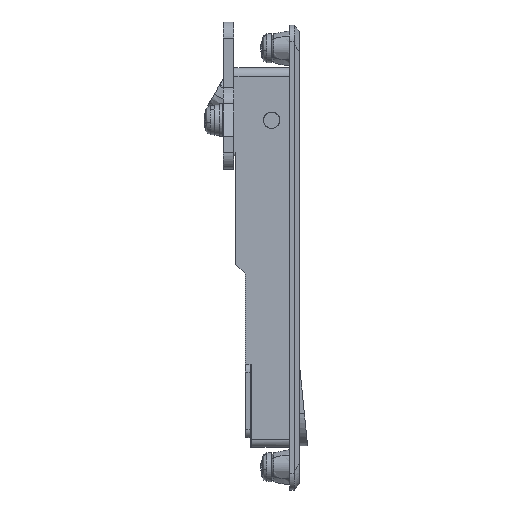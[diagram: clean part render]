
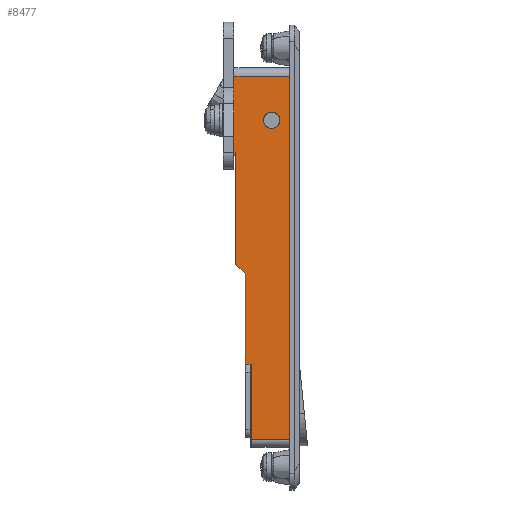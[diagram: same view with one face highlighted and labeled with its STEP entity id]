
A CAD part, left-side view. The second image highlights one B-rep face of the part: STEP entity #8477.
In plain terms, the highlighted free-form (B-spline) face has degree [1, 1] with [2, 2] control points.
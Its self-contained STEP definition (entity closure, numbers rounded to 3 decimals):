
#4624=CARTESIAN_POINT('',(7.252,13.0,-20.217));
#4625=VERTEX_POINT('',#4624);
#4631=CARTESIAN_POINT('',(8.,13.0,-22.));
#4632=VERTEX_POINT('',#4631);
#4633=CARTESIAN_POINT('',(8.,13.0,-22.));
#4634=CARTESIAN_POINT('',(8.,13.,-21.648));
#4635=CARTESIAN_POINT('',(7.858,13.,-20.987));
#4636=CARTESIAN_POINT('',(7.474,13.,-20.434));
#4637=CARTESIAN_POINT('',(7.252,13.0,-20.217));
#4638=B_SPLINE_CURVE_WITH_KNOTS('',3,(#4633,#4634,#4635,#4636,#4637),.UNSPECIFIED.,.F.,.U.,(4,1,4),(0.,1.055,1.985),.UNSPECIFIED.);
#4639=EDGE_CURVE('',#4632,#4625,#4638,.T.);
#4641=CARTESIAN_POINT('',(5.5,13.0,-24.5));
#4642=VERTEX_POINT('',#4641);
#4643=CARTESIAN_POINT('',(5.5,13.0,-24.5));
#4644=CARTESIAN_POINT('',(5.807,13.,-24.5));
#4645=CARTESIAN_POINT('',(6.297,13.0,-24.408));
#4646=CARTESIAN_POINT('',(6.992,13.0,-24.048));
#4647=CARTESIAN_POINT('',(7.548,13.,-23.519));
#4648=CARTESIAN_POINT('',(7.921,13.,-22.777));
#4649=CARTESIAN_POINT('',(8.,13.,-22.245));
#4650=CARTESIAN_POINT('',(8.,13.0,-22.));
#4651=B_SPLINE_CURVE_WITH_KNOTS('',3,(#4643,#4644,#4645,#4646,#4647,#4648,#4649,#4650),.UNSPECIFIED.,.F.,.U.,(4,1,1,1,1,4),(0.,0.92,1.473,2.332,3.191,3.927),.UNSPECIFIED.);
#4652=EDGE_CURVE('',#4642,#4632,#4651,.T.);
#4654=CARTESIAN_POINT('',(3.,13.0,-22.));
#4655=VERTEX_POINT('',#4654);
#4656=CARTESIAN_POINT('',(3.,13.0,-22.));
#4657=CARTESIAN_POINT('',(3.,13.,-22.245));
#4658=CARTESIAN_POINT('',(3.061,13.0,-22.654));
#4659=CARTESIAN_POINT('',(3.289,13.0,-23.205));
#4660=CARTESIAN_POINT('',(3.615,13.0,-23.68));
#4661=CARTESIAN_POINT('',(4.032,13.,-24.049));
#4662=CARTESIAN_POINT('',(4.662,13.,-24.396));
#4663=CARTESIAN_POINT('',(5.152,13.,-24.5));
#4664=CARTESIAN_POINT('',(5.5,13.0,-24.5));
#4665=B_SPLINE_CURVE_WITH_KNOTS('',3,(#4656,#4657,#4658,#4659,#4660,#4661,#4662,#4663,#4664),.UNSPECIFIED.,.F.,.U.,(4,1,1,1,1,1,4),(0.,0.736,1.227,1.78,2.454,2.884,3.927),.UNSPECIFIED.);
#4666=EDGE_CURVE('',#4655,#4642,#4665,.T.);
#4668=CARTESIAN_POINT('',(3.717,13.0,-20.248));
#4669=VERTEX_POINT('',#4668);
#4670=CARTESIAN_POINT('',(3.717,13.0,-20.248));
#4671=CARTESIAN_POINT('',(3.504,13.,-20.464));
#4672=CARTESIAN_POINT('',(3.136,13.,-21.009));
#4673=CARTESIAN_POINT('',(3.,13.,-21.656));
#4674=CARTESIAN_POINT('',(3.,13.0,-22.));
#4675=B_SPLINE_CURVE_WITH_KNOTS('',3,(#4670,#4671,#4672,#4673,#4674),.UNSPECIFIED.,.F.,.U.,(4,1,4),(0.,0.91,1.942),.UNSPECIFIED.);
#4676=EDGE_CURVE('',#4669,#4655,#4675,.T.);
#4711=CARTESIAN_POINT('',(5.5,13.0,-19.5));
#4712=VERTEX_POINT('',#4711);
#4713=CARTESIAN_POINT('',(5.5,13.0,-19.5));
#4714=CARTESIAN_POINT('',(5.19,13.,-19.5));
#4715=CARTESIAN_POINT('',(4.528,13.,-19.625));
#4716=CARTESIAN_POINT('',(3.963,13.,-19.997));
#4717=CARTESIAN_POINT('',(3.717,13.0,-20.248));
#4718=B_SPLINE_CURVE_WITH_KNOTS('',3,(#4713,#4714,#4715,#4716,#4717),.UNSPECIFIED.,.F.,.U.,(4,1,4),(0.,0.931,1.985),.UNSPECIFIED.);
#4719=EDGE_CURVE('',#4712,#4669,#4718,.T.);
#4721=CARTESIAN_POINT('',(7.252,13.0,-20.217));
#4722=CARTESIAN_POINT('',(7.079,13.,-20.047));
#4723=CARTESIAN_POINT('',(6.716,13.,-19.781));
#4724=CARTESIAN_POINT('',(6.107,13.,-19.549));
#4725=CARTESIAN_POINT('',(5.702,13.,-19.5));
#4726=CARTESIAN_POINT('',(5.5,13.0,-19.5));
#4727=B_SPLINE_CURVE_WITH_KNOTS('',3,(#4721,#4722,#4723,#4724,#4725,#4726),.UNSPECIFIED.,.F.,.U.,(4,1,1,4),(0.,0.728,1.335,1.942),.UNSPECIFIED.);
#4728=EDGE_CURVE('',#4625,#4712,#4727,.T.);
#7055=CARTESIAN_POINT('',(11.7,13.0,-96.5));
#7056=VERTEX_POINT('',#7055);
#7062=CARTESIAN_POINT('',(13.5,13.0,-96.5));
#7063=VERTEX_POINT('',#7062);
#7064=CARTESIAN_POINT('',(11.7,13.0,-96.5));
#7065=CARTESIAN_POINT('',(13.5,13.0,-96.5));
#7066=QUASI_UNIFORM_CURVE('',1,(#7064,#7065),.UNSPECIFIED.,.F.,.U.);
#7067=EDGE_CURVE('',#7056,#7063,#7066,.T.);
#7161=CARTESIAN_POINT('',(11.7,13.0,-119.5));
#7162=VERTEX_POINT('',#7161);
#7174=CARTESIAN_POINT('',(11.7,13.0,-96.5));
#7175=CARTESIAN_POINT('',(11.7,13.0,-119.5));
#7176=QUASI_UNIFORM_CURVE('',1,(#7174,#7175),.UNSPECIFIED.,.F.,.U.);
#7177=EDGE_CURVE('',#7056,#7162,#7176,.T.);
#7812=CARTESIAN_POINT('',(17.,13.0,-32.0));
#7813=VERTEX_POINT('',#7812);
#7832=CARTESIAN_POINT('',(16.5,13.0,-32.0));
#7833=VERTEX_POINT('',#7832);
#7845=CARTESIAN_POINT('',(16.5,13.0,-32.0));
#7846=CARTESIAN_POINT('',(17.,13.0,-32.0));
#7847=QUASI_UNIFORM_CURVE('',1,(#7845,#7846),.UNSPECIFIED.,.F.,.U.);
#7848=EDGE_CURVE('',#7833,#7813,#7847,.T.);
#8243=CARTESIAN_POINT('',(0.0,13.0,-119.5));
#8244=VERTEX_POINT('',#8243);
#8257=CARTESIAN_POINT('',(11.7,13.0,-119.5));
#8258=CARTESIAN_POINT('',(0.0,13.0,-119.5));
#8259=QUASI_UNIFORM_CURVE('',1,(#8257,#8258),.UNSPECIFIED.,.F.,.U.);
#8260=EDGE_CURVE('',#7162,#8244,#8259,.T.);
#8328=CARTESIAN_POINT('',(0.0,13.0,-8.5));
#8329=VERTEX_POINT('',#8328);
#8348=CARTESIAN_POINT('',(17.,13.0,-8.5));
#8349=VERTEX_POINT('',#8348);
#8361=CARTESIAN_POINT('',(0.0,13.0,-8.5));
#8362=CARTESIAN_POINT('',(17.,13.0,-8.5));
#8363=QUASI_UNIFORM_CURVE('',1,(#8361,#8362),.UNSPECIFIED.,.F.,.U.);
#8364=EDGE_CURVE('',#8329,#8349,#8363,.T.);
#8428=CARTESIAN_POINT('',(-0.849,13.0,-125.044));
#8429=CARTESIAN_POINT('',(17.849,13.0,-125.044));
#8430=CARTESIAN_POINT('',(-0.849,13.0,-2.956));
#8431=CARTESIAN_POINT('',(17.849,13.0,-2.956));
#8432=B_SPLINE_SURFACE_WITH_KNOTS('',1,1,((#8428,#8430),(#8429,#8431)),.UNSPECIFIED.,.F.,.F.,.U.,(2,2),(2,2),(0.0,18.698),(0.0,122.089),.UNSPECIFIED.);
#8433=ORIENTED_EDGE('',*,*,#7177,.T.);
#8434=ORIENTED_EDGE('',*,*,#8260,.T.);
#8435=CARTESIAN_POINT('',(0.0,13.0,-119.5));
#8436=CARTESIAN_POINT('',(0.0,13.0,-8.5));
#8437=QUASI_UNIFORM_CURVE('',1,(#8435,#8436),.UNSPECIFIED.,.F.,.U.);
#8438=EDGE_CURVE('',#8244,#8329,#8437,.T.);
#8439=ORIENTED_EDGE('',*,*,#8438,.T.);
#8440=ORIENTED_EDGE('',*,*,#8364,.T.);
#8441=CARTESIAN_POINT('',(17.,13.0,-32.0));
#8442=CARTESIAN_POINT('',(17.,13.0,-8.5));
#8443=QUASI_UNIFORM_CURVE('',1,(#8441,#8442),.UNSPECIFIED.,.F.,.U.);
#8444=EDGE_CURVE('',#7813,#8349,#8443,.T.);
#8445=ORIENTED_EDGE('',*,*,#8444,.F.);
#8446=ORIENTED_EDGE('',*,*,#7848,.F.);
#8447=CARTESIAN_POINT('',(16.5,13.0,-66.0));
#8448=VERTEX_POINT('',#8447);
#8449=CARTESIAN_POINT('',(16.5,13.0,-32.0));
#8450=CARTESIAN_POINT('',(16.5,13.0,-66.0));
#8451=QUASI_UNIFORM_CURVE('',1,(#8449,#8450),.UNSPECIFIED.,.F.,.U.);
#8452=EDGE_CURVE('',#7833,#8448,#8451,.T.);
#8453=ORIENTED_EDGE('',*,*,#8452,.T.);
#8454=CARTESIAN_POINT('',(13.5,13.0,-69.0));
#8455=VERTEX_POINT('',#8454);
#8456=CARTESIAN_POINT('',(16.5,13.0,-66.0));
#8457=CARTESIAN_POINT('',(13.5,13.0,-69.0));
#8458=QUASI_UNIFORM_CURVE('',1,(#8456,#8457),.UNSPECIFIED.,.F.,.U.);
#8459=EDGE_CURVE('',#8448,#8455,#8458,.T.);
#8460=ORIENTED_EDGE('',*,*,#8459,.T.);
#8461=CARTESIAN_POINT('',(13.5,13.0,-69.0));
#8462=CARTESIAN_POINT('',(13.5,13.0,-96.5));
#8463=QUASI_UNIFORM_CURVE('',1,(#8461,#8462),.UNSPECIFIED.,.F.,.U.);
#8464=EDGE_CURVE('',#8455,#7063,#8463,.T.);
#8465=ORIENTED_EDGE('',*,*,#8464,.T.);
#8466=ORIENTED_EDGE('',*,*,#7067,.F.);
#8467=EDGE_LOOP('',(#8433,#8434,#8439,#8440,#8445,#8446,#8453,#8460,#8465,#8466));
#8468=FACE_OUTER_BOUND('',#8467,.T.);
#8469=ORIENTED_EDGE('',*,*,#4666,.T.);
#8470=ORIENTED_EDGE('',*,*,#4652,.T.);
#8471=ORIENTED_EDGE('',*,*,#4639,.T.);
#8472=ORIENTED_EDGE('',*,*,#4728,.T.);
#8473=ORIENTED_EDGE('',*,*,#4719,.T.);
#8474=ORIENTED_EDGE('',*,*,#4676,.T.);
#8475=EDGE_LOOP('',(#8469,#8470,#8471,#8472,#8473,#8474));
#8476=FACE_BOUND('',#8475,.T.);
#8477=ADVANCED_FACE('',(#8468,#8476),#8432,.F.);
